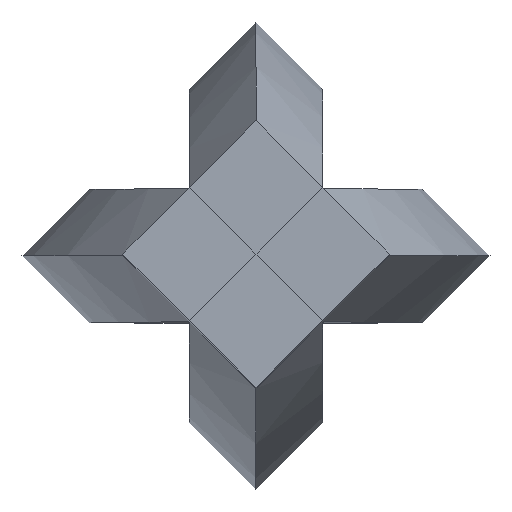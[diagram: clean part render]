
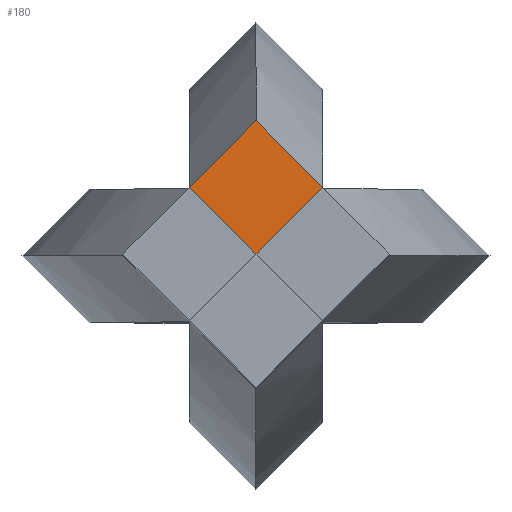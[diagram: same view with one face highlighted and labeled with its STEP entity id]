
A CAD part, top view. The second image highlights one B-rep face of the part: STEP entity #180.
In plain terms, the highlighted planar face has unit normal (0, 0, 1).
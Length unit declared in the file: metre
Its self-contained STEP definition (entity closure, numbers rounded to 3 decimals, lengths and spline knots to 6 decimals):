
#180=ADVANCED_FACE('0:180',(#361),#362,.F.);
#361=FACE_OUTER_BOUND('',#711,.T.);
#362=PLANE('',#712);
#711=EDGE_LOOP('',(#1130,#1131,#1132,#1133));
#712=AXIS2_PLACEMENT_3D('',#1134,#1135,#1136);
#1130=ORIENTED_EDGE('',*,*,#1366,.F.);
#1131=ORIENTED_EDGE('',*,*,#1367,.F.);
#1132=ORIENTED_EDGE('',*,*,#1368,.F.);
#1133=ORIENTED_EDGE('',*,*,#1369,.F.);
#1134=CARTESIAN_POINT('',(0.,0.000707,0.012));
#1135=DIRECTION('',(0.,0.,-1.0));
#1136=DIRECTION('',(-1.0,0.0,0.));
#1366=EDGE_CURVE('0:152',#1586,#1587,#1588,.T.);
#1367=EDGE_CURVE('0:153',#1589,#1586,#1590,.T.);
#1368=EDGE_CURVE('0:154',#1591,#1589,#1592,.T.);
#1369=EDGE_CURVE('0:155',#1587,#1591,#1593,.T.);
#1586=VERTEX_POINT('',#2095);
#1587=VERTEX_POINT('',#2096);
#1588=LINE('',#2097,#2098);
#1589=VERTEX_POINT('',#2099);
#1590=LINE('',#2100,#2101);
#1591=VERTEX_POINT('',#2102);
#1592=LINE('',#2103,#2104);
#1593=LINE('',#2105,#2106);
#2095=CARTESIAN_POINT('',(0.000354,0.000707,0.012));
#2096=CARTESIAN_POINT('',(0.0,0.000354,0.012));
#2097=CARTESIAN_POINT('',(0.000354,0.000707,0.012));
#2098=VECTOR('',#2301,1.0);
#2099=CARTESIAN_POINT('',(0.0,0.001061,0.012));
#2100=CARTESIAN_POINT('',(0.,0.001061,0.012));
#2101=VECTOR('',#2302,1.0);
#2102=CARTESIAN_POINT('',(-0.000354,0.000707,0.012));
#2103=CARTESIAN_POINT('',(-0.000354,0.000707,0.012));
#2104=VECTOR('',#2303,1.0);
#2105=CARTESIAN_POINT('',(0.,0.000354,0.012));
#2106=VECTOR('',#2304,1.0);
#2301=DIRECTION('',(-0.707,-0.707,0.));
#2302=DIRECTION('',(0.707,-0.707,0.));
#2303=DIRECTION('',(0.707,0.707,0.));
#2304=DIRECTION('',(-0.707,0.707,0.));
